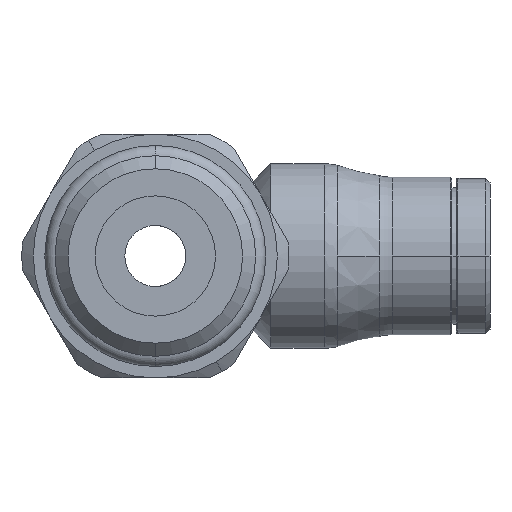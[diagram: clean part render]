
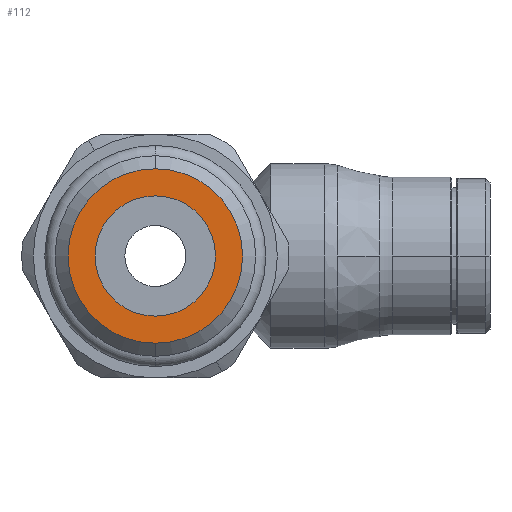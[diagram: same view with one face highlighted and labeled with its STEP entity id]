
A CAD part, left-side view. The second image highlights one B-rep face of the part: STEP entity #112.
In plain terms, the highlighted planar face has unit normal (-1, 0, 0).
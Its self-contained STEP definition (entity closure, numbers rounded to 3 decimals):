
#112=ADVANCED_FACE('',(#390,#391),#392,.T.);
#390=FACE_BOUND('',#821,.T.);
#391=FACE_OUTER_BOUND('',#822,.T.);
#392=PLANE('',#823);
#821=EDGE_LOOP('',(#1651,#1652));
#822=EDGE_LOOP('',(#1653,#1654));
#823=AXIS2_PLACEMENT_3D('',#1655,#1656,#1657);
#1651=ORIENTED_EDGE('',*,*,#3049,.T.);
#1652=ORIENTED_EDGE('',*,*,#3079,.T.);
#1653=ORIENTED_EDGE('',*,*,#3040,.F.);
#1654=ORIENTED_EDGE('',*,*,#3084,.F.);
#1655=CARTESIAN_POINT('',(-31.0,0.0,2.861));
#1656=DIRECTION('',(-1.0,0.,0.));
#1657=DIRECTION('',(0.,0.0,-1.0));
#3040=EDGE_CURVE('',#3768,#3770,#3771,.T.);
#3049=EDGE_CURVE('',#3786,#3783,#3787,.T.);
#3079=EDGE_CURVE('',#3783,#3786,#3834,.T.);
#3084=EDGE_CURVE('',#3770,#3768,#3839,.T.);
#3768=VERTEX_POINT('',#5225);
#3770=VERTEX_POINT('',#5228);
#3771=CIRCLE('',#5229,5.723);
#3783=VERTEX_POINT('',#5244);
#3786=VERTEX_POINT('',#5248);
#3787=CIRCLE('',#5249,3.947);
#3834=CIRCLE('',#5307,3.947);
#3839=CIRCLE('',#5312,5.723);
#5225=CARTESIAN_POINT('',(-31.0,0.0,5.723));
#5228=CARTESIAN_POINT('',(-31.0,0.,-5.723));
#5229=AXIS2_PLACEMENT_3D('',#7099,#7100,#7101);
#5244=CARTESIAN_POINT('',(-31.0,0.,3.947));
#5248=CARTESIAN_POINT('',(-31.0,0.,-3.947));
#5249=AXIS2_PLACEMENT_3D('',#7118,#7119,#7120);
#5307=AXIS2_PLACEMENT_3D('',#7186,#7187,#7188);
#5312=AXIS2_PLACEMENT_3D('',#7201,#7202,#7203);
#7099=CARTESIAN_POINT('',(-31.0,0.0,0.));
#7100=DIRECTION('',(1.0,0.,0.));
#7101=DIRECTION('',(0.,0.,1.0));
#7118=CARTESIAN_POINT('',(-31.0,0.0,0.));
#7119=DIRECTION('',(1.0,0.,0.));
#7120=DIRECTION('',(0.,0.,1.0));
#7186=CARTESIAN_POINT('',(-31.0,0.0,0.));
#7187=DIRECTION('',(1.0,0.,0.));
#7188=DIRECTION('',(0.,0.,1.0));
#7201=CARTESIAN_POINT('',(-31.0,0.0,0.));
#7202=DIRECTION('',(1.0,0.,0.));
#7203=DIRECTION('',(0.,0.,1.0));
